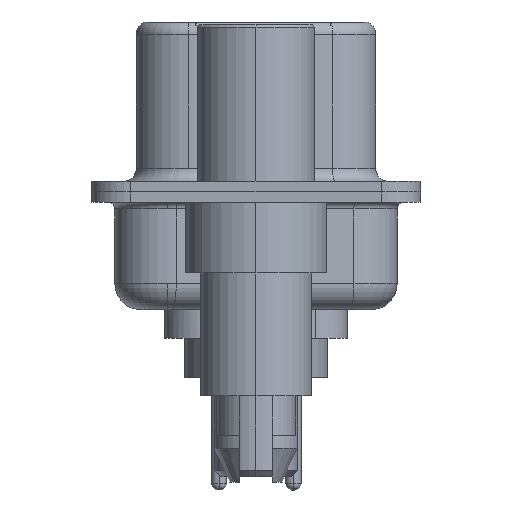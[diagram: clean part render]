
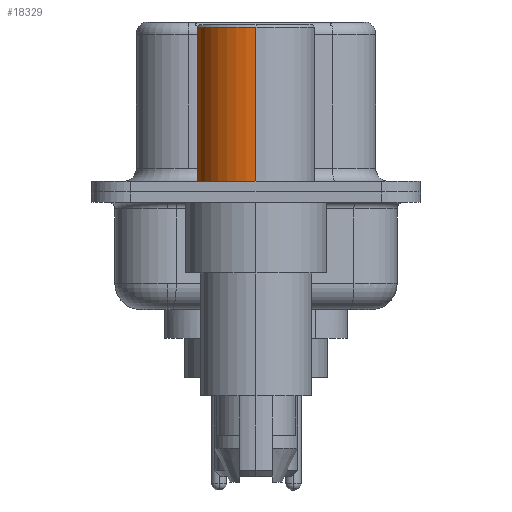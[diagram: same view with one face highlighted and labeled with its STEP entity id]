
A CAD part, left-side view. The second image highlights one B-rep face of the part: STEP entity #18329.
In plain terms, the highlighted cylindrical face has radius 2.25 mm (diameter 4.5 mm), a partial arc.
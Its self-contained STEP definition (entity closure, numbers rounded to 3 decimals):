
#341 = CARTESIAN_POINT ( 'NONE',  ( 0., 0., 0.4 ) ) ;
#1027 = CARTESIAN_POINT ( 'NONE',  ( 0., 0., 6.3 ) ) ;
#2178 = DIRECTION ( 'NONE',  ( 1., 0., 0. ) ) ;
#2807 = CARTESIAN_POINT ( 'NONE',  ( 2.25, 0., 0.4 ) ) ;
#2823 = DIRECTION ( 'NONE',  ( 1., 0., 0. ) ) ;
#4506 = EDGE_LOOP ( 'NONE', ( #14885, #14155, #8287, #12743 ) ) ;
#5073 = CIRCLE ( 'NONE', #5835, 2.25 ) ;
#5835 = AXIS2_PLACEMENT_3D ( 'NONE', #341, #12610, #2178 ) ;
#6346 = VERTEX_POINT ( 'NONE', #16132 ) ;
#8287 = ORIENTED_EDGE ( 'NONE', *, *, #20488, .F. ) ;
#8640 = CARTESIAN_POINT ( 'NONE',  ( -2.25, 0., 6.3 ) ) ;
#9086 = CARTESIAN_POINT ( 'NONE',  ( 2.25, 0., 0.581 ) ) ;
#9225 = CIRCLE ( 'NONE', #12177, 2.25 ) ;
#10158 = VERTEX_POINT ( 'NONE', #2807 ) ;
#10416 = VERTEX_POINT ( 'NONE', #8640 ) ;
#10531 = LINE ( 'NONE', #21119, #14730 ) ;
#10759 = DIRECTION ( 'NONE',  ( 1., 0., 0. ) ) ;
#10872 = DIRECTION ( 'NONE',  ( 0., 0., 1. ) ) ;
#12177 = AXIS2_PLACEMENT_3D ( 'NONE', #1027, #13270, #2823 ) ;
#12610 = DIRECTION ( 'NONE',  ( 0., 0., 1. ) ) ;
#12715 = CYLINDRICAL_SURFACE ( 'NONE', #13172, 2.25 ) ;
#12743 = ORIENTED_EDGE ( 'NONE', *, *, #15258, .F. ) ;
#13172 = AXIS2_PLACEMENT_3D ( 'NONE', #21330, #17777, #10759 ) ;
#13270 = DIRECTION ( 'NONE',  ( 0., 0., 1. ) ) ;
#14148 = DIRECTION ( 'NONE',  ( 0., 0., 1. ) ) ;
#14155 = ORIENTED_EDGE ( 'NONE', *, *, #16153, .T. ) ;
#14730 = VECTOR ( 'NONE', #14148, 1000. ) ;
#14885 = ORIENTED_EDGE ( 'NONE', *, *, #17799, .T. ) ;
#15258 = EDGE_CURVE ( 'NONE', #10158, #6346, #15863, .T. ) ;
#15863 = LINE ( 'NONE', #9086, #19937 ) ;
#16132 = CARTESIAN_POINT ( 'NONE',  ( 2.25, 0., 6.3 ) ) ;
#16153 = EDGE_CURVE ( 'NONE', #19614, #10416, #10531, .T. ) ;
#17777 = DIRECTION ( 'NONE',  ( 0., 0., 1. ) ) ;
#17799 = EDGE_CURVE ( 'NONE', #10158, #19614, #5073, .T. ) ;
#18091 = CARTESIAN_POINT ( 'NONE',  ( -2.25, 0., 0.4 ) ) ;
#18329 = ADVANCED_FACE ( 'NONE', ( #22039 ), #12715, .T. ) ;
#19614 = VERTEX_POINT ( 'NONE', #18091 ) ;
#19937 = VECTOR ( 'NONE', #10872, 1000. ) ;
#20488 = EDGE_CURVE ( 'NONE', #6346, #10416, #9225, .T. ) ;
#21119 = CARTESIAN_POINT ( 'NONE',  ( -2.25, 0., 0.581 ) ) ;
#21330 = CARTESIAN_POINT ( 'NONE',  ( 0., 0., 0.581 ) ) ;
#22039 = FACE_OUTER_BOUND ( 'NONE', #4506, .T. ) ;
